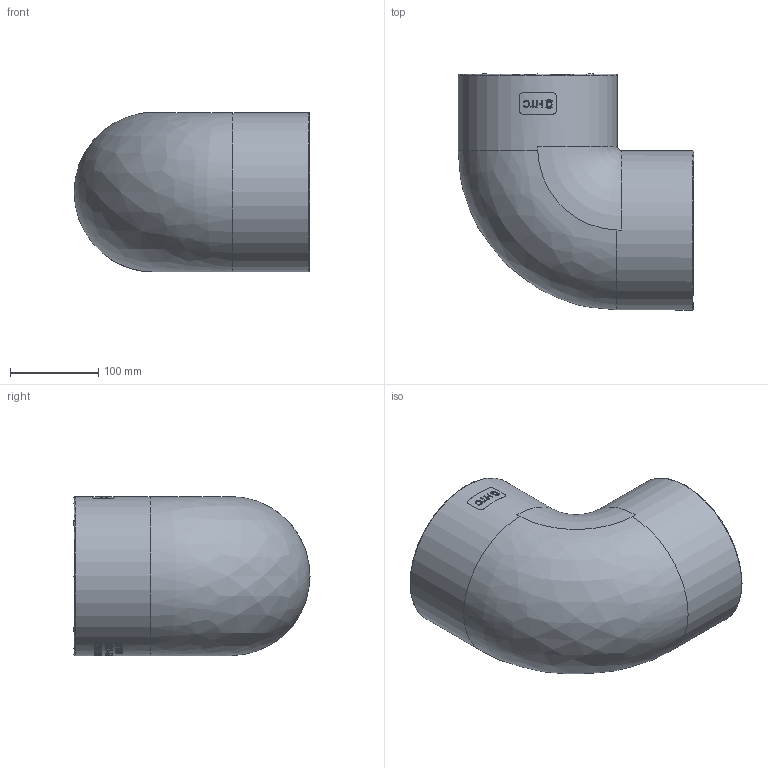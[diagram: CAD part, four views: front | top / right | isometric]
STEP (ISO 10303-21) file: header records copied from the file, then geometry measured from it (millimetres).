
FILE_DESCRIPTION(/* description */ (''),/* implementation_level */ '2;1');
FILE_NAME(/* name */ '160 90°弯头.stp',/* time_stamp */ '2025-04-03T08:18:44+08:00',/* author */ (''),/* organization */ (''),/* preprocessor_version */ 'ST-DEVELOPER v16',/* originating_system */ 'SIEMENS PLM Software NX 10.0',/* authorisation */ '');
FILE_SCHEMA (('AUTOMOTIVE_DESIGN { 1 0 10303 214 3 1 1 1 }'));
Length unit declared in the file: millimetre
Products named in the file (1): Admi06FC462B48bc
Bounding box: 267.15 x 267.53 x 180.76 mm (x, y, z)
Surface area: 346437.6 mm2 (no closed solid volume)
Topology: 0 solids, 1 shells, 513 faces, 1393 edges, 898 vertices
Faces by surface type: extrusion 206, plane 190, cylinder 75, sphere 32, torus 6, bspline 2, cone 2
Full cylindrical faces by diameter (mm): 4.982 x1, 6.643 x1, 180.359 x2
Entity records: 21694 total; most frequent: CARTESIAN_POINT 9592, ORIENTED_EDGE 2678, DIRECTION 2040, EDGE_CURVE 1339, VERTEX_POINT 889, VECTOR 756, B_SPLINE_CURVE_WITH_KNOTS 659, AXIS2_PLACEMENT_3D 642
